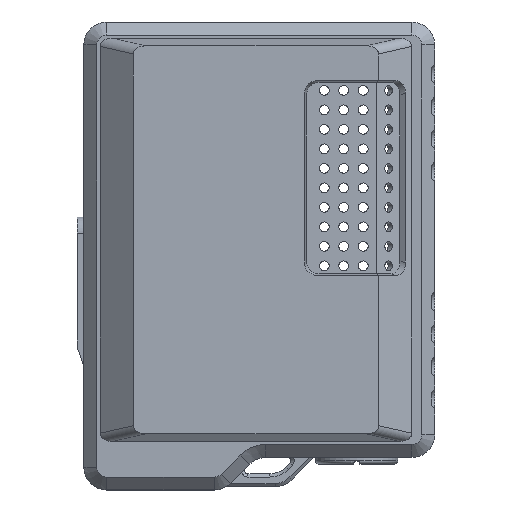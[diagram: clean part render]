
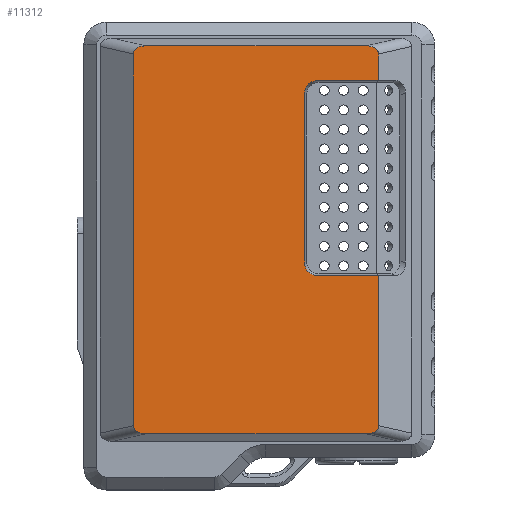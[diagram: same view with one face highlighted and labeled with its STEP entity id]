
A CAD part, front view. The second image highlights one B-rep face of the part: STEP entity #11312.
In plain terms, the highlighted planar face has unit normal (0, -1, 0).
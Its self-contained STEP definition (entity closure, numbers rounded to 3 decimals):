
#36=ELLIPSE('',#12118,2.139,2.);
#38=ELLIPSE('',#12153,2.368,1.5);
#39=ELLIPSE('',#12154,2.368,1.5);
#40=ELLIPSE('',#12155,2.368,1.5);
#41=ELLIPSE('',#12156,2.368,1.5);
#42=ELLIPSE('',#12157,2.139,2.);
#397=PLANE('',#12152);
#881=FACE_OUTER_BOUND('',#1574,.T.);
#1574=EDGE_LOOP('',(#8460,#8461,#8462,#8463,#8464,#8465,#8466,#8467,#8468,
#8469,#8470,#8471,#8472,#8473));
#2743=LINE('',#17876,#3938);
#2746=LINE('',#17881,#3941);
#2755=LINE('',#17903,#3950);
#2762=LINE('',#17982,#3957);
#2763=LINE('',#17985,#3958);
#2764=LINE('',#17989,#3959);
#2765=LINE('',#17993,#3960);
#2766=LINE('',#17997,#3961);
#3938=VECTOR('',#13683,23.103);
#3941=VECTOR('',#13686,4.103);
#3950=VECTOR('',#13707,9.444);
#3957=VECTOR('',#13786,26.136);
#3958=VECTOR('',#13789,9.444);
#3959=VECTOR('',#13792,34.009);
#3960=VECTOR('',#13795,57.206);
#3961=VECTOR('',#13798,34.009);
#5214=VERTEX_POINT('',#17873);
#5215=VERTEX_POINT('',#17875);
#5216=VERTEX_POINT('',#17878);
#5217=VERTEX_POINT('',#17880);
#5223=VERTEX_POINT('',#17900);
#5226=VERTEX_POINT('',#17908);
#5260=VERTEX_POINT('',#17980);
#5261=VERTEX_POINT('',#17984);
#5262=VERTEX_POINT('',#17986);
#5263=VERTEX_POINT('',#17988);
#5264=VERTEX_POINT('',#17990);
#5265=VERTEX_POINT('',#17992);
#5266=VERTEX_POINT('',#17994);
#5267=VERTEX_POINT('',#17996);
#6416=EDGE_CURVE('',#5214,#5215,#2743,.T.);
#6419=EDGE_CURVE('',#5216,#5217,#2746,.T.);
#6430=EDGE_CURVE('',#5214,#5223,#2755,.T.);
#6434=EDGE_CURVE('',#5223,#5226,#36,.T.);
#6470=EDGE_CURVE('',#5226,#5260,#2762,.T.);
#6471=EDGE_CURVE('',#5217,#5261,#2763,.T.);
#6472=EDGE_CURVE('',#5216,#5262,#38,.T.);
#6473=EDGE_CURVE('',#5263,#5262,#2764,.T.);
#6474=EDGE_CURVE('',#5263,#5264,#39,.T.);
#6475=EDGE_CURVE('',#5265,#5264,#2765,.T.);
#6476=EDGE_CURVE('',#5265,#5266,#40,.T.);
#6477=EDGE_CURVE('',#5267,#5266,#2766,.T.);
#6478=EDGE_CURVE('',#5267,#5215,#41,.T.);
#6479=EDGE_CURVE('',#5260,#5261,#42,.T.);
#8460=ORIENTED_EDGE('',*,*,#6471,.F.);
#8461=ORIENTED_EDGE('',*,*,#6419,.F.);
#8462=ORIENTED_EDGE('',*,*,#6472,.T.);
#8463=ORIENTED_EDGE('',*,*,#6473,.F.);
#8464=ORIENTED_EDGE('',*,*,#6474,.T.);
#8465=ORIENTED_EDGE('',*,*,#6475,.F.);
#8466=ORIENTED_EDGE('',*,*,#6476,.T.);
#8467=ORIENTED_EDGE('',*,*,#6477,.F.);
#8468=ORIENTED_EDGE('',*,*,#6478,.T.);
#8469=ORIENTED_EDGE('',*,*,#6416,.F.);
#8470=ORIENTED_EDGE('',*,*,#6430,.T.);
#8471=ORIENTED_EDGE('',*,*,#6434,.T.);
#8472=ORIENTED_EDGE('',*,*,#6470,.T.);
#8473=ORIENTED_EDGE('',*,*,#6479,.T.);
#11312=ADVANCED_FACE('',(#881),#397,.F.);
#12118=AXIS2_PLACEMENT_3D('',#17910,#13714,#13715);
#12152=AXIS2_PLACEMENT_3D('',#17983,#13787,#13788);
#12153=AXIS2_PLACEMENT_3D('',#17987,#13790,#13791);
#12154=AXIS2_PLACEMENT_3D('',#17991,#13793,#13794);
#12155=AXIS2_PLACEMENT_3D('',#17995,#13796,#13797);
#12156=AXIS2_PLACEMENT_3D('',#17998,#13799,#13800);
#12157=AXIS2_PLACEMENT_3D('',#17999,#13801,#13802);
#13683=DIRECTION('',(0.,0.,-1.));
#13686=DIRECTION('',(0.,0.,-1.));
#13707=DIRECTION('',(-1.,0.,0.));
#13714=DIRECTION('center_axis',(0.,1.,0.));
#13715=DIRECTION('ref_axis',(-0.707,0.,-0.707));
#13786=DIRECTION('',(0.,0.,1.));
#13787=DIRECTION('center_axis',(0.,1.,0.));
#13788=DIRECTION('ref_axis',(1.,0.,0.));
#13789=DIRECTION('',(-1.,0.,0.));
#13790=DIRECTION('center_axis',(0.,-1.,0.));
#13791=DIRECTION('ref_axis',(0.976,0.,0.219));
#13792=DIRECTION('',(1.,0.,0.));
#13793=DIRECTION('center_axis',(0.,-1.,0.));
#13794=DIRECTION('ref_axis',(-0.976,0.,0.219));
#13795=DIRECTION('',(0.,0.,1.));
#13796=DIRECTION('center_axis',(0.,-1.,0.));
#13797=DIRECTION('ref_axis',(-0.976,0.,-0.219));
#13798=DIRECTION('',(-1.,0.,0.));
#13799=DIRECTION('center_axis',(0.,-1.,0.));
#13800=DIRECTION('ref_axis',(0.976,0.,-0.219));
#13801=DIRECTION('center_axis',(0.,1.,0.));
#13802=DIRECTION('ref_axis',(-0.707,0.,0.707));
#17873=CARTESIAN_POINT('',(18.375,-16.5,-10.));
#17875=CARTESIAN_POINT('',(18.375,-16.5,-33.103));
#17876=CARTESIAN_POINT('',(18.375,-16.5,-10.));
#17878=CARTESIAN_POINT('',(18.375,-16.5,24.103));
#17880=CARTESIAN_POINT('',(18.375,-16.5,20.));
#17881=CARTESIAN_POINT('',(18.375,-16.5,24.103));
#17900=CARTESIAN_POINT('',(8.932,-16.5,-10.));
#17903=CARTESIAN_POINT('',(18.375,-16.5,-10.));
#17908=CARTESIAN_POINT('',(7.,-16.5,-8.068));
#17910=CARTESIAN_POINT('Origin',(9.071,-16.5,-7.929));
#17980=CARTESIAN_POINT('',(7.,-16.5,18.068));
#17982=CARTESIAN_POINT('',(7.,-16.5,-8.068));
#17983=CARTESIAN_POINT('Origin',(0.,-16.5,0.));
#17984=CARTESIAN_POINT('',(8.932,-16.5,20.));
#17985=CARTESIAN_POINT('',(18.375,-16.5,20.));
#17986=CARTESIAN_POINT('',(16.505,-16.5,25.348));
#17987=CARTESIAN_POINT('Origin',(16.042,-16.5,23.795));
#17988=CARTESIAN_POINT('',(-17.505,-16.5,25.348));
#17989=CARTESIAN_POINT('',(-17.505,-16.5,25.348));
#17990=CARTESIAN_POINT('',(-19.375,-16.5,24.103));
#17991=CARTESIAN_POINT('Origin',(-17.042,-16.5,23.795));
#17992=CARTESIAN_POINT('',(-19.375,-16.5,-33.103));
#17993=CARTESIAN_POINT('',(-19.375,-16.5,-33.103));
#17994=CARTESIAN_POINT('',(-17.505,-16.5,-34.348));
#17995=CARTESIAN_POINT('Origin',(-17.042,-16.5,-32.795));
#17996=CARTESIAN_POINT('',(16.505,-16.5,-34.348));
#17997=CARTESIAN_POINT('',(16.505,-16.5,-34.348));
#17998=CARTESIAN_POINT('Origin',(16.042,-16.5,-32.795));
#17999=CARTESIAN_POINT('Origin',(9.071,-16.5,17.929));
